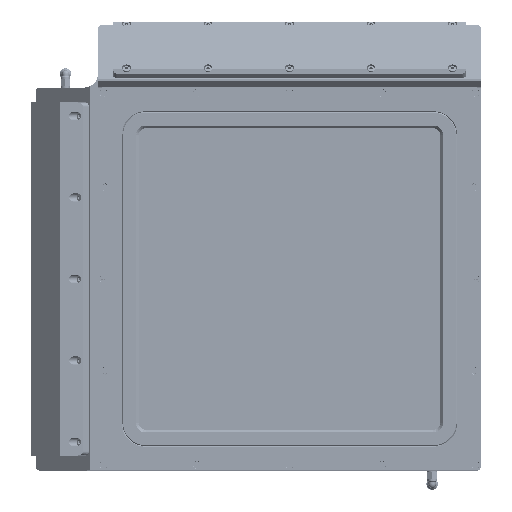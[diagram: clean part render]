
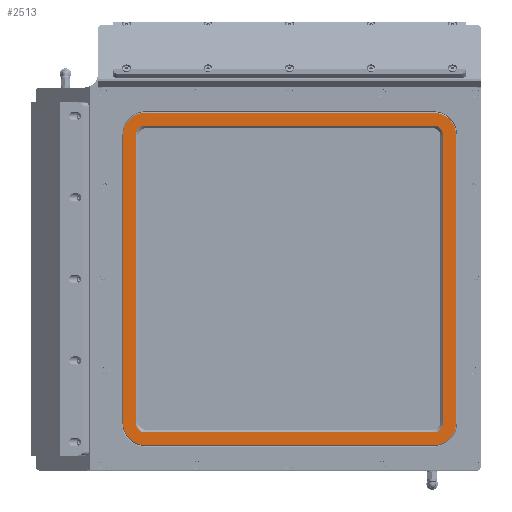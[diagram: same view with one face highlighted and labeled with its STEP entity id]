
A CAD part, top view. The second image highlights one B-rep face of the part: STEP entity #2513.
In plain terms, the highlighted planar face has unit normal (0, 0, 1).
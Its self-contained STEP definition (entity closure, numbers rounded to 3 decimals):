
#2513 = ADVANCED_FACE ( 'NONE', ( #264711, #264686 ), #264679, .F. ) ;
#16688 = LINE ( 'NONE', #16695, #529170 ) ;
#16695 = CARTESIAN_POINT ( 'NONE',  ( -106., -122.5, 30.187 ) ) ;
#16717 = CARTESIAN_POINT ( 'NONE',  ( 122.5, 106., 30.187 ) ) ;
#16730 = LINE ( 'NONE', #16717, #529187 ) ;
#16732 = DIRECTION ( 'NONE',  ( 1., 0., 0. ) ) ;
#18083 = CARTESIAN_POINT ( 'NONE',  ( 106., 122.5, 30.187 ) ) ;
#18089 = CARTESIAN_POINT ( 'NONE',  ( 106., -106., 30.187 ) ) ;
#18093 = DIRECTION ( 'NONE',  ( 0., 0., 1. ) ) ;
#18097 = DIRECTION ( 'NONE',  ( 0., 1., 0. ) ) ;
#18102 = LINE ( 'NONE', #18083, #529199 ) ;
#18105 = DIRECTION ( 'NONE',  ( 0., -1., 0. ) ) ;
#18117 = LINE ( 'NONE', #18122, #529213 ) ;
#18122 = CARTESIAN_POINT ( 'NONE',  ( -122.5, 106., 30.187 ) ) ;
#18127 = CARTESIAN_POINT ( 'NONE',  ( 106., 106., 30.187 ) ) ;
#18131 = DIRECTION ( 'NONE',  ( 0., 0., 1. ) ) ;
#18134 = DIRECTION ( 'NONE',  ( 0., 1., 0. ) ) ;
#18141 = DIRECTION ( 'NONE',  ( -1., 0., 0. ) ) ;
#18149 = LINE ( 'NONE', #18157, #529225 ) ;
#18157 = CARTESIAN_POINT ( 'NONE',  ( -113., 106., 30.187 ) ) ;
#18160 = CARTESIAN_POINT ( 'NONE',  ( -106., 106., 30.187 ) ) ;
#18165 = DIRECTION ( 'NONE',  ( 0., 0., 1. ) ) ;
#18170 = DIRECTION ( 'NONE',  ( 0., 1., 0. ) ) ;
#18176 = DIRECTION ( 'NONE',  ( 0., -1., 0. ) ) ;
#18183 = CARTESIAN_POINT ( 'NONE',  ( 106., 113., 30.187 ) ) ;
#18195 = CARTESIAN_POINT ( 'NONE',  ( -106., -106., 30.187 ) ) ;
#18200 = DIRECTION ( 'NONE',  ( 0., 0., 1. ) ) ;
#18205 = DIRECTION ( 'NONE',  ( 0., 1., 0. ) ) ;
#18209 = LINE ( 'NONE', #18183, #529240 ) ;
#18213 = DIRECTION ( 'NONE',  ( 0., 1., 0. ) ) ;
#18223 = LINE ( 'NONE', #18228, #529257 ) ;
#18228 = CARTESIAN_POINT ( 'NONE',  ( 113., -106., 30.187 ) ) ;
#18232 = CARTESIAN_POINT ( 'NONE',  ( -106., 106., 30.187 ) ) ;
#18236 = DIRECTION ( 'NONE',  ( 0., 0., -1. ) ) ;
#18241 = DIRECTION ( 'NONE',  ( 0., -1., 0. ) ) ;
#18249 = DIRECTION ( 'NONE',  ( 1., 0., 0. ) ) ;
#18256 = LINE ( 'NONE', #18261, #529272 ) ;
#18261 = CARTESIAN_POINT ( 'NONE',  ( -106., -113., 30.187 ) ) ;
#18266 = CARTESIAN_POINT ( 'NONE',  ( 106., 106., 30.187 ) ) ;
#18270 = DIRECTION ( 'NONE',  ( 0., 0., -1. ) ) ;
#18274 = DIRECTION ( 'NONE',  ( 0., -1., 0. ) ) ;
#18281 = DIRECTION ( 'NONE',  ( 0., -1., 0. ) ) ;
#18297 = CARTESIAN_POINT ( 'NONE',  ( 106., -106., 30.187 ) ) ;
#18300 = DIRECTION ( 'NONE',  ( 0., 0., -1. ) ) ;
#18304 = DIRECTION ( 'NONE',  ( 0., -1., 0. ) ) ;
#18313 = DIRECTION ( 'NONE',  ( -1., 0., 0. ) ) ;
#18332 = CARTESIAN_POINT ( 'NONE',  ( -106., -106., 30.187 ) ) ;
#18336 = DIRECTION ( 'NONE',  ( 0., 0., -1. ) ) ;
#18340 = DIRECTION ( 'NONE',  ( 0., -1., 0. ) ) ;
#236770 = EDGE_LOOP ( 'NONE', ( #464568, #464571, #464575, #464578, #464581, #464584, #464586, #464589 ) ) ;
#236787 = EDGE_LOOP ( 'NONE', ( #464542, #464544, #464547, #464551, #464555, #464559, #464563, #464566 ) ) ;
#264679 = PLANE ( 'NONE',  #487706 ) ;
#264686 = FACE_BOUND ( 'NONE', #236770, .T. ) ;
#264711 = FACE_OUTER_BOUND ( 'NONE', #236787, .T. ) ;
#264767 = CARTESIAN_POINT ( 'NONE',  ( -138., -138., 30.187 ) ) ;
#264770 = DIRECTION ( 'NONE',  ( 0., 0., -1. ) ) ;
#264773 = DIRECTION ( 'NONE',  ( 0., -1., 0. ) ) ;
#317618 = EDGE_CURVE ( 'NONE', #341923, #342028, #16688, .T. ) ;
#317623 = EDGE_CURVE ( 'NONE', #342028, #342136, #529117, .T. ) ;
#317629 = EDGE_CURVE ( 'NONE', #342125, #342136, #16730, .T. ) ;
#317634 = EDGE_CURVE ( 'NONE', #342125, #342157, #529180, .T. ) ;
#317639 = EDGE_CURVE ( 'NONE', #342157, #342171, #18102, .T. ) ;
#317646 = EDGE_CURVE ( 'NONE', #342171, #342181, #529208, .T. ) ;
#317650 = EDGE_CURVE ( 'NONE', #342181, #342194, #18117, .T. ) ;
#317654 = EDGE_CURVE ( 'NONE', #342194, #341923, #529223, .T. ) ;
#317660 = EDGE_CURVE ( 'NONE', #341826, #342206, #18149, .T. ) ;
#317665 = EDGE_CURVE ( 'NONE', #342206, #342237, #529193, .T. ) ;
#317672 = EDGE_CURVE ( 'NONE', #342237, #342247, #18209, .T. ) ;
#317676 = EDGE_CURVE ( 'NONE', #342247, #342260, #529251, .T. ) ;
#317681 = EDGE_CURVE ( 'NONE', #342260, #342270, #18223, .T. ) ;
#317686 = EDGE_CURVE ( 'NONE', #342270, #342280, #529265, .T. ) ;
#317689 = EDGE_CURVE ( 'NONE', #342280, #342289, #18256, .T. ) ;
#317695 = EDGE_CURVE ( 'NONE', #342289, #341826, #529281, .T. ) ;
#341826 = VERTEX_POINT ( 'NONE', #496295 ) ;
#341923 = VERTEX_POINT ( 'NONE', #496742 ) ;
#342028 = VERTEX_POINT ( 'NONE', #497417 ) ;
#342125 = VERTEX_POINT ( 'NONE', #498030 ) ;
#342136 = VERTEX_POINT ( 'NONE', #498189 ) ;
#342157 = VERTEX_POINT ( 'NONE', #498237 ) ;
#342171 = VERTEX_POINT ( 'NONE', #498415 ) ;
#342181 = VERTEX_POINT ( 'NONE', #498419 ) ;
#342194 = VERTEX_POINT ( 'NONE', #498517 ) ;
#342206 = VERTEX_POINT ( 'NONE', #498551 ) ;
#342237 = VERTEX_POINT ( 'NONE', #498761 ) ;
#342247 = VERTEX_POINT ( 'NONE', #498774 ) ;
#342260 = VERTEX_POINT ( 'NONE', #498915 ) ;
#342270 = VERTEX_POINT ( 'NONE', #498911 ) ;
#342280 = VERTEX_POINT ( 'NONE', #499022 ) ;
#342289 = VERTEX_POINT ( 'NONE', #494319 ) ;
#464542 = ORIENTED_EDGE ( 'NONE', *, *, #317618, .T. ) ;
#464544 = ORIENTED_EDGE ( 'NONE', *, *, #317623, .T. ) ;
#464547 = ORIENTED_EDGE ( 'NONE', *, *, #317629, .F. ) ;
#464551 = ORIENTED_EDGE ( 'NONE', *, *, #317634, .T. ) ;
#464555 = ORIENTED_EDGE ( 'NONE', *, *, #317639, .T. ) ;
#464559 = ORIENTED_EDGE ( 'NONE', *, *, #317646, .T. ) ;
#464563 = ORIENTED_EDGE ( 'NONE', *, *, #317650, .T. ) ;
#464566 = ORIENTED_EDGE ( 'NONE', *, *, #317654, .T. ) ;
#464568 = ORIENTED_EDGE ( 'NONE', *, *, #317660, .T. ) ;
#464571 = ORIENTED_EDGE ( 'NONE', *, *, #317665, .T. ) ;
#464575 = ORIENTED_EDGE ( 'NONE', *, *, #317672, .T. ) ;
#464578 = ORIENTED_EDGE ( 'NONE', *, *, #317676, .T. ) ;
#464581 = ORIENTED_EDGE ( 'NONE', *, *, #317681, .T. ) ;
#464584 = ORIENTED_EDGE ( 'NONE', *, *, #317686, .T. ) ;
#464586 = ORIENTED_EDGE ( 'NONE', *, *, #317689, .T. ) ;
#464589 = ORIENTED_EDGE ( 'NONE', *, *, #317695, .T. ) ;
#487706 = AXIS2_PLACEMENT_3D ( 'NONE', #264767, #264770, #264773 ) ;
#494319 = CARTESIAN_POINT ( 'NONE',  ( -106., -113., 30.187 ) ) ;
#496295 = CARTESIAN_POINT ( 'NONE',  ( -113., -106., 30.187 ) ) ;
#496742 = CARTESIAN_POINT ( 'NONE',  ( -106., -122.5, 30.187 ) ) ;
#497417 = CARTESIAN_POINT ( 'NONE',  ( 106., -122.5, 30.187 ) ) ;
#498030 = CARTESIAN_POINT ( 'NONE',  ( 122.5, 106., 30.187 ) ) ;
#498189 = CARTESIAN_POINT ( 'NONE',  ( 122.5, -106., 30.187 ) ) ;
#498237 = CARTESIAN_POINT ( 'NONE',  ( 106., 122.5, 30.187 ) ) ;
#498415 = CARTESIAN_POINT ( 'NONE',  ( -106., 122.5, 30.187 ) ) ;
#498419 = CARTESIAN_POINT ( 'NONE',  ( -122.5, 106., 30.187 ) ) ;
#498517 = CARTESIAN_POINT ( 'NONE',  ( -122.5, -106., 30.187 ) ) ;
#498551 = CARTESIAN_POINT ( 'NONE',  ( -113., 106., 30.187 ) ) ;
#498761 = CARTESIAN_POINT ( 'NONE',  ( -106., 113., 30.187 ) ) ;
#498774 = CARTESIAN_POINT ( 'NONE',  ( 106., 113., 30.187 ) ) ;
#498911 = CARTESIAN_POINT ( 'NONE',  ( 113., -106., 30.187 ) ) ;
#498915 = CARTESIAN_POINT ( 'NONE',  ( 113., 106., 30.187 ) ) ;
#499022 = CARTESIAN_POINT ( 'NONE',  ( 106., -113., 30.187 ) ) ;
#529117 = CIRCLE ( 'NONE', #529190, 16.5 ) ;
#529170 = VECTOR ( 'NONE', #16732, 1000. ) ;
#529180 = CIRCLE ( 'NONE', #529203, 16.5 ) ;
#529187 = VECTOR ( 'NONE', #18105, 1000. ) ;
#529190 = AXIS2_PLACEMENT_3D ( 'NONE', #18089, #18093, #18097 ) ;
#529193 = CIRCLE ( 'NONE', #529245, 7. ) ;
#529199 = VECTOR ( 'NONE', #18141, 1000. ) ;
#529203 = AXIS2_PLACEMENT_3D ( 'NONE', #18127, #18131, #18134 ) ;
#529208 = CIRCLE ( 'NONE', #529217, 16.5 ) ;
#529213 = VECTOR ( 'NONE', #18176, 1000. ) ;
#529217 = AXIS2_PLACEMENT_3D ( 'NONE', #18160, #18165, #18170 ) ;
#529223 = CIRCLE ( 'NONE', #529229, 16.5 ) ;
#529225 = VECTOR ( 'NONE', #18213, 1000. ) ;
#529229 = AXIS2_PLACEMENT_3D ( 'NONE', #18195, #18200, #18205 ) ;
#529240 = VECTOR ( 'NONE', #18249, 1000. ) ;
#529245 = AXIS2_PLACEMENT_3D ( 'NONE', #18232, #18236, #18241 ) ;
#529251 = CIRCLE ( 'NONE', #529261, 7. ) ;
#529257 = VECTOR ( 'NONE', #18281, 1000. ) ;
#529261 = AXIS2_PLACEMENT_3D ( 'NONE', #18266, #18270, #18274 ) ;
#529265 = CIRCLE ( 'NONE', #529276, 7. ) ;
#529272 = VECTOR ( 'NONE', #18313, 1000. ) ;
#529276 = AXIS2_PLACEMENT_3D ( 'NONE', #18297, #18300, #18304 ) ;
#529281 = CIRCLE ( 'NONE', #529290, 7. ) ;
#529290 = AXIS2_PLACEMENT_3D ( 'NONE', #18332, #18336, #18340 ) ;
